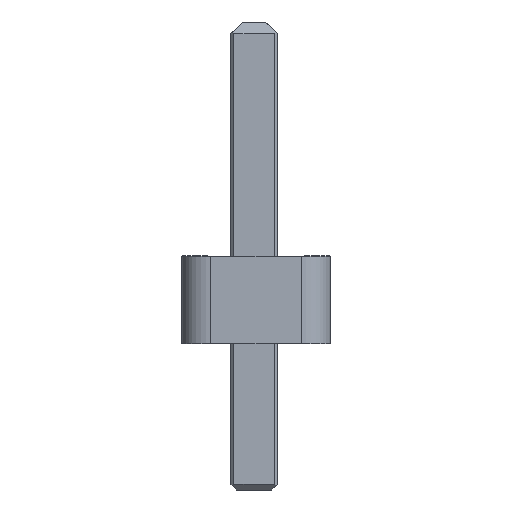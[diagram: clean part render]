
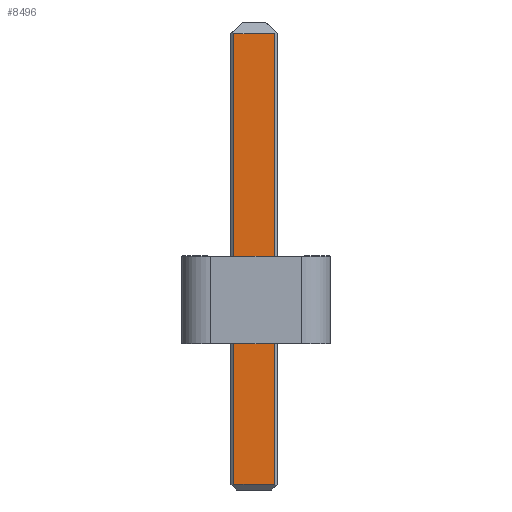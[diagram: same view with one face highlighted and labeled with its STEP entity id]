
A CAD part, left-side view. The second image highlights one B-rep face of the part: STEP entity #8496.
In plain terms, the highlighted planar face has unit normal (-1, 0, 0).
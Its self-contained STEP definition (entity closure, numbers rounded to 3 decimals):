
#712=FACE_OUTER_BOUND('',#1188,.T.);
#1188=EDGE_LOOP('',(#7609,#7610,#7611,#7612));
#2210=LINE('',#13667,#3274);
#2238=LINE('',#13722,#3302);
#2244=LINE('',#13735,#3308);
#2250=LINE('',#13746,#3314);
#3274=VECTOR('',#11253,10.);
#3302=VECTOR('',#11295,10.);
#3308=VECTOR('',#11307,10.);
#3314=VECTOR('',#11317,10.);
#4074=VERTEX_POINT('',#13664);
#4075=VERTEX_POINT('',#13666);
#4095=VERTEX_POINT('',#13720);
#4099=VERTEX_POINT('',#13734);
#5234=EDGE_CURVE('',#4074,#4075,#2210,.T.);
#5262=EDGE_CURVE('',#4095,#4074,#2238,.T.);
#5268=EDGE_CURVE('',#4075,#4099,#2244,.T.);
#5274=EDGE_CURVE('',#4099,#4095,#2250,.T.);
#7609=ORIENTED_EDGE('',*,*,#5234,.F.);
#7610=ORIENTED_EDGE('',*,*,#5262,.F.);
#7611=ORIENTED_EDGE('',*,*,#5274,.F.);
#7612=ORIENTED_EDGE('',*,*,#5268,.F.);
#8034=PLANE('',#9112);
#8496=ADVANCED_FACE('',(#712),#8034,.T.);
#9112=AXIS2_PLACEMENT_3D('',#13750,#11320,#11321);
#11253=DIRECTION('',(0.,1.,0.));
#11295=DIRECTION('',(0.,0.,-1.));
#11307=DIRECTION('',(0.,0.,1.));
#11317=DIRECTION('',(0.,-1.,0.));
#11320=DIRECTION('center_axis',(-1.,0.,0.));
#11321=DIRECTION('ref_axis',(0.,0.,1.));
#13664=CARTESIAN_POINT('',(-16.88,-0.32,-2.4));
#13666=CARTESIAN_POINT('',(-16.88,0.38,-2.4));
#13667=CARTESIAN_POINT('',(-16.88,-0.32,-2.4));
#13720=CARTESIAN_POINT('',(-16.88,-0.32,5.3));
#13722=CARTESIAN_POINT('',(-16.88,-0.32,5.3));
#13734=CARTESIAN_POINT('',(-16.88,0.38,5.3));
#13735=CARTESIAN_POINT('',(-16.88,0.38,-2.4));
#13746=CARTESIAN_POINT('',(-16.88,0.38,5.3));
#13750=CARTESIAN_POINT('Origin',(-16.88,0.03,-2.41));
